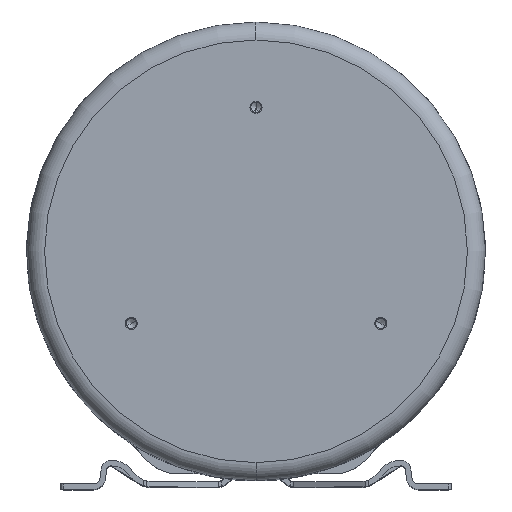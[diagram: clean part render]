
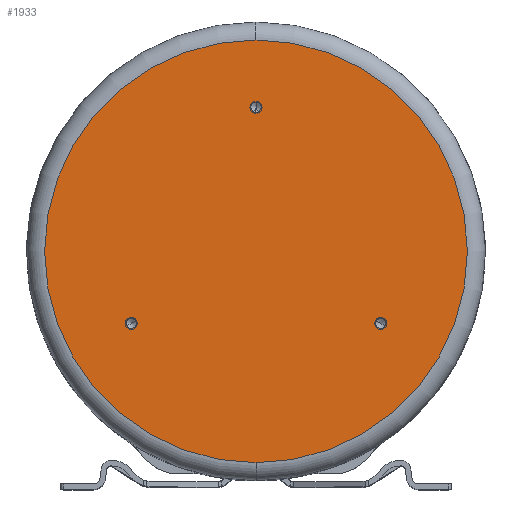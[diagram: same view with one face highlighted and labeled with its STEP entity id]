
A CAD part, top view. The second image highlights one B-rep face of the part: STEP entity #1933.
In plain terms, the highlighted face is planar.
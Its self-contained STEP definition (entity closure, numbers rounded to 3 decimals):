
#676=CARTESIAN_POINT('',(-122.,120.,0.));
#677=DIRECTION('',(-1.,0.,0.));
#678=DIRECTION('',(0.,1.,0.));
#679=AXIS2_PLACEMENT_3D('',#676,#677,#678);
#681=CARTESIAN_POINT('',(-122.,120.,0.));
#682=DIRECTION('',(-1.,0.,0.));
#683=DIRECTION('',(0.,-1.,0.));
#684=AXIS2_PLACEMENT_3D('',#681,#682,#683);
#686=CARTESIAN_POINT('',(-122.,-60.,103.923));
#687=DIRECTION('',(-1.,0.,0.));
#688=DIRECTION('',(0.,-0.5,0.866));
#689=AXIS2_PLACEMENT_3D('',#686,#687,#688);
#691=CARTESIAN_POINT('',(-122.,-60.,103.923));
#692=DIRECTION('',(-1.,0.,0.));
#693=DIRECTION('',(0.,0.5,-0.866));
#694=AXIS2_PLACEMENT_3D('',#691,#692,#693);
#696=CARTESIAN_POINT('',(-122.,-60.,-103.923));
#697=DIRECTION('',(-1.,0.,0.));
#698=DIRECTION('',(0.,-0.5,-0.866));
#699=AXIS2_PLACEMENT_3D('',#696,#697,#698);
#701=CARTESIAN_POINT('',(-122.,-60.,-103.923));
#702=DIRECTION('',(-1.,0.,0.));
#703=DIRECTION('',(0.,0.5,0.866));
#704=AXIS2_PLACEMENT_3D('',#701,#702,#703);
#706=CARTESIAN_POINT('',(-122.,0.,0.));
#707=DIRECTION('',(-1.,0.,0.));
#708=DIRECTION('',(0.,1.,0.));
#709=AXIS2_PLACEMENT_3D('',#706,#707,#708);
#711=CARTESIAN_POINT('',(-122.,0.,0.));
#712=DIRECTION('',(-1.,0.,0.));
#713=DIRECTION('',(0.,-1.,0.));
#714=AXIS2_PLACEMENT_3D('',#711,#712,#713);
#1306=CARTESIAN_POINT('',(-122.,124.25,0.));
#1307=CARTESIAN_POINT('',(-122.,115.75,0.));
#1308=VERTEX_POINT('',#1306);
#1309=VERTEX_POINT('',#1307);
#1316=CARTESIAN_POINT('',(-122.,-62.125,107.604));
#1317=CARTESIAN_POINT('',(-122.,-57.875,100.242));
#1318=VERTEX_POINT('',#1316);
#1319=VERTEX_POINT('',#1317);
#1326=CARTESIAN_POINT('',(-122.,-62.125,-107.604));
#1327=CARTESIAN_POINT('',(-122.,-57.875,-100.242));
#1328=VERTEX_POINT('',#1326);
#1329=VERTEX_POINT('',#1327);
#1464=CARTESIAN_POINT('',(-122.,176.,0.));
#1465=CARTESIAN_POINT('',(-122.,-176.,0.));
#1466=VERTEX_POINT('',#1464);
#1467=VERTEX_POINT('',#1465);
#1905=CARTESIAN_POINT('',(-122.,0.,0.));
#1906=DIRECTION('',(1.,0.,0.));
#1907=DIRECTION('',(0.,-1.,0.));
#1908=AXIS2_PLACEMENT_3D('',#1905,#1906,#1907);
#1909=PLANE('',#1908);
#1910=ORIENTED_EDGE('',*,*,#1895,.F.);
#1912=ORIENTED_EDGE('',*,*,#1911,.F.);
#1913=EDGE_LOOP('',(#1910,#1912));
#1914=FACE_OUTER_BOUND('',#1913,.F.);
#1916=ORIENTED_EDGE('',*,*,#1915,.T.);
#1918=ORIENTED_EDGE('',*,*,#1917,.T.);
#1919=EDGE_LOOP('',(#1916,#1918));
#1920=FACE_BOUND('',#1919,.F.);
#1922=ORIENTED_EDGE('',*,*,#1921,.T.);
#1924=ORIENTED_EDGE('',*,*,#1923,.T.);
#1925=EDGE_LOOP('',(#1922,#1924));
#1926=FACE_BOUND('',#1925,.F.);
#1928=ORIENTED_EDGE('',*,*,#1927,.T.);
#1930=ORIENTED_EDGE('',*,*,#1929,.T.);
#1931=EDGE_LOOP('',(#1928,#1930));
#1932=FACE_BOUND('',#1931,.F.);
#1933=ADVANCED_FACE('',(#1914,#1920,#1926,#1932),#1909,.F.);
#680=CIRCLE('',#679,4.25);
#685=CIRCLE('',#684,4.25);
#690=CIRCLE('',#689,4.25);
#695=CIRCLE('',#694,4.25);
#700=CIRCLE('',#699,4.25);
#705=CIRCLE('',#704,4.25);
#710=CIRCLE('',#709,176.);
#715=CIRCLE('',#714,176.);
#1895=EDGE_CURVE('',#1466,#1467,#710,.T.);
#1911=EDGE_CURVE('',#1467,#1466,#715,.T.);
#1915=EDGE_CURVE('',#1308,#1309,#680,.T.);
#1917=EDGE_CURVE('',#1309,#1308,#685,.T.);
#1921=EDGE_CURVE('',#1318,#1319,#690,.T.);
#1923=EDGE_CURVE('',#1319,#1318,#695,.T.);
#1927=EDGE_CURVE('',#1328,#1329,#700,.T.);
#1929=EDGE_CURVE('',#1329,#1328,#705,.T.);
